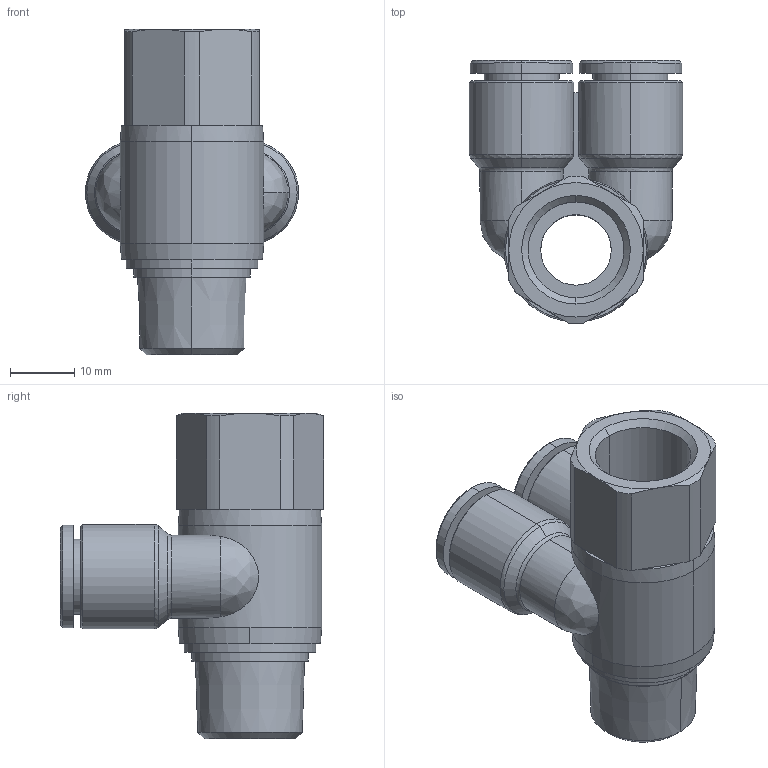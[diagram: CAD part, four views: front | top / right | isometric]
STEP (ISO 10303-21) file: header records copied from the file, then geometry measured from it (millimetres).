
FILE_DESCRIPTION (( 'STEP AP214' ), '1' );
FILE_NAME ('PAF10-03.STEP', '2015-11-03T10:56:52', ( '' ), ( '' ), 'SwSTEP 2.0', 'SolidWorks 2015', '' );
FILE_SCHEMA (( 'AUTOMOTIVE_DESIGN' ));
Length unit declared in the file: millimetre
Products named in the file (2): PAF10-03; ｦ+ﾃｦ1
Assembly tree (1 placements, depth 2):
  PAF10-03
    ｦ+ﾃｦ1
Bounding box: 33.3 x 41.09 x 50.8 mm (x, y, z)
Volume: 16587.9 mm3; surface area: 9701.9 mm2
Topology: 1 solids, 1 shells, 890 faces, 2524 edges, 1668 vertices
Faces by surface type: plane 787, cylinder 41, cone 40, bspline 19, torus 3
Entity records: 29895 total; most frequent: CARTESIAN_POINT 5661, ORIENTED_EDGE 5048, DIRECTION 4382, EDGE_CURVE 2524, LINE 2306, VECTOR 2306, VERTEX_POINT 1668, AXIS2_PLACEMENT_3D 1038
